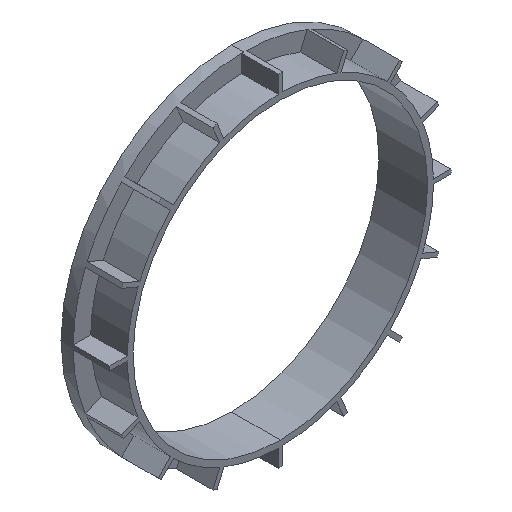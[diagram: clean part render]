
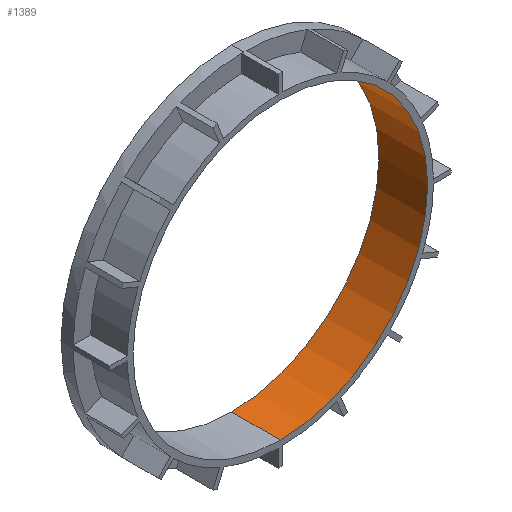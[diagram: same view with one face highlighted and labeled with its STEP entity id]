
A CAD part, isometric view. The second image highlights one B-rep face of the part: STEP entity #1389.
In plain terms, the highlighted cylindrical face has radius 60.5 mm (diameter 121 mm), a partial arc.
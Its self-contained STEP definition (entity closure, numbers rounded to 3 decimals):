
#214=CARTESIAN_POINT('',(0.,0.,0.));
#215=DIRECTION('',(0.,1.,0.));
#216=DIRECTION('',(0.,0.,1.));
#217=AXIS2_PLACEMENT_3D('',#214,#215,#216);
#219=DIRECTION('',(0.,1.,0.));
#220=VECTOR('',#219,20.);
#221=CARTESIAN_POINT('',(0.,0.,60.5));
#222=LINE('',#221,#220);
#223=DIRECTION('',(0.,1.,0.));
#224=VECTOR('',#223,20.);
#225=CARTESIAN_POINT('',(0.,0.,-60.5));
#226=LINE('',#225,#224);
#237=CARTESIAN_POINT('',(0.,20.,0.));
#238=DIRECTION('',(0.,1.,0.));
#239=DIRECTION('',(0.,0.,1.));
#240=AXIS2_PLACEMENT_3D('',#237,#238,#239);
#1102=CARTESIAN_POINT('',(0.,0.,60.5));
#1103=CARTESIAN_POINT('',(0.,20.,60.5));
#1104=VERTEX_POINT('',#1102);
#1105=VERTEX_POINT('',#1103);
#1106=CARTESIAN_POINT('',(0.,0.,-60.5));
#1107=CARTESIAN_POINT('',(0.,20.,-60.5));
#1108=VERTEX_POINT('',#1106);
#1109=VERTEX_POINT('',#1107);
#1374=CARTESIAN_POINT('',(0.,-1.,0.));
#1375=DIRECTION('',(0.,1.,0.));
#1376=DIRECTION('',(0.,0.,-1.));
#1377=AXIS2_PLACEMENT_3D('',#1374,#1375,#1376);
#1378=CYLINDRICAL_SURFACE('',#1377,60.5);
#1380=ORIENTED_EDGE('',*,*,#1379,.F.);
#1382=ORIENTED_EDGE('',*,*,#1381,.T.);
#1384=ORIENTED_EDGE('',*,*,#1383,.T.);
#1386=ORIENTED_EDGE('',*,*,#1385,.F.);
#1387=EDGE_LOOP('',(#1380,#1382,#1384,#1386));
#1388=FACE_OUTER_BOUND('',#1387,.F.);
#218=CIRCLE('',#217,60.5);
#241=CIRCLE('',#240,60.5);
#1379=EDGE_CURVE('',#1104,#1105,#222,.T.);
#1381=EDGE_CURVE('',#1104,#1108,#218,.T.);
#1383=EDGE_CURVE('',#1108,#1109,#226,.T.);
#1385=EDGE_CURVE('',#1105,#1109,#241,.T.);
#1389=ADVANCED_FACE('',(#1388),#1378,.F.);
